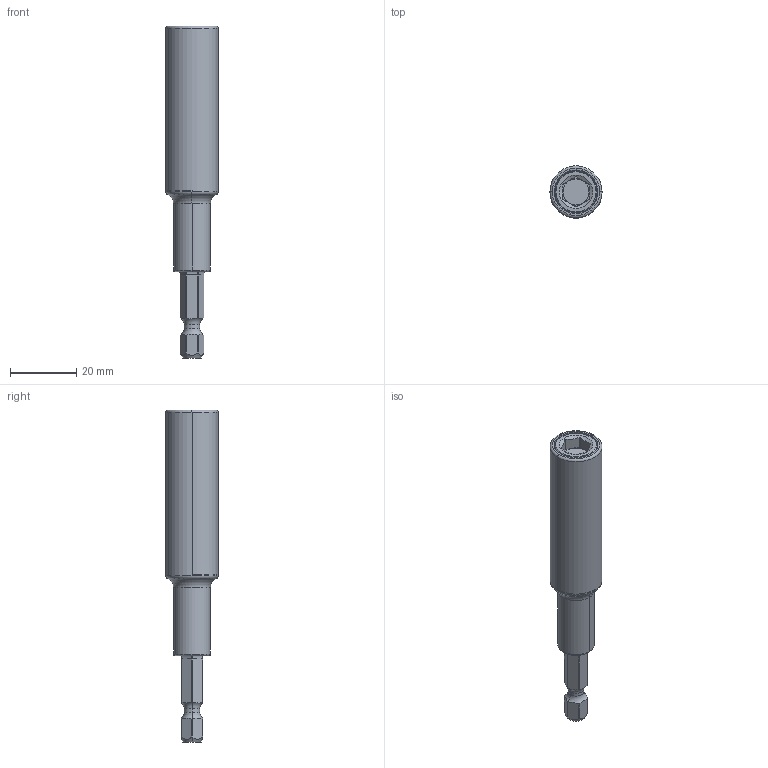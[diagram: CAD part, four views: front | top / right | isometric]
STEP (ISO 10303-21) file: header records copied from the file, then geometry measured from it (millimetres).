
FILE_DESCRIPTION((''),'2;1');
FILE_NAME('4027108408_ASM','2024-01-02T09:53:48',('a00565553'),(''),'CREO PARAMETRIC BY PTC INC, 2022414','CREO PARAMETRIC BY PTC INC, 2022414','');
FILE_SCHEMA(('CONFIG_CONTROL_DESIGN','GEOMETRIC_VALIDATION_PROPERTIES_MIM'));
Length unit declared in the file: millimetre
Products named in the file (3): 4027905493; 4027299154; 4027108408_ASM
Assembly tree (2 placements, depth 2):
  4027108408_ASM
    4027905493
    4027299154
Bounding box: 15.7 x 15.7 x 100 mm (x, y, z)
Volume: 11078 mm3; surface area: 10862.8 mm2
Topology: 4 solids, 4 shells, 121 faces, 286 edges, 173 vertices
Faces by surface type: cylinder 46, plane 33, torus 24, cone 12, bspline 6
Entity records: 6262 total; most frequent: CARTESIAN_POINT 3103, DIRECTION 602, ORIENTED_EDGE 568, EDGE_CURVE 284, AXIS2_PLACEMENT_3D 256, VERTEX_POINT 173, CIRCLE 136, EDGE_LOOP 125
